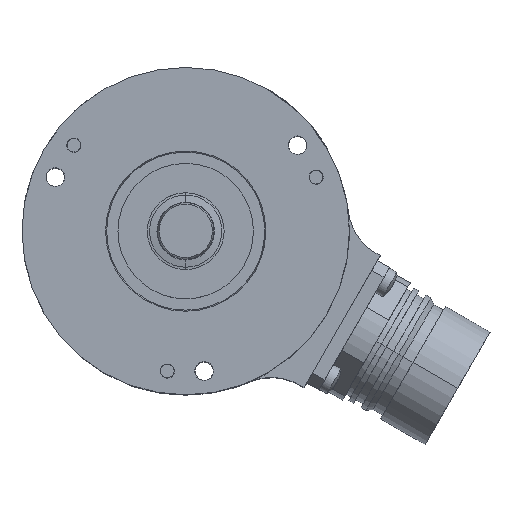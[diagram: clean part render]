
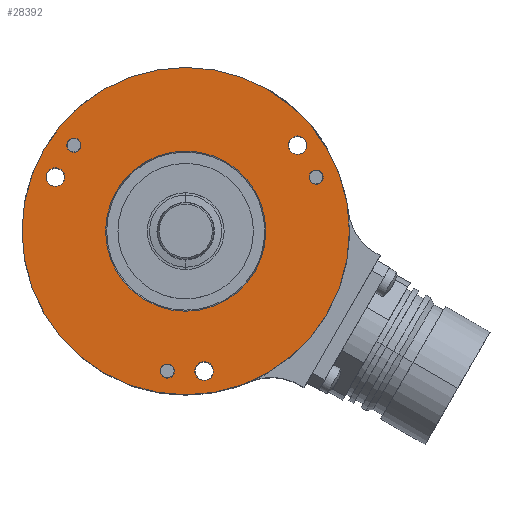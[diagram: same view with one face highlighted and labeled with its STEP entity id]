
A CAD part, top view. The second image highlights one B-rep face of the part: STEP entity #28392.
In plain terms, the highlighted planar face has unit normal (0, 0, 1).
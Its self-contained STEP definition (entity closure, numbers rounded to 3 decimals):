
#5149=CARTESIAN_POINT('',(0.,0.,25.));
#5150=DIRECTION('',(0.,0.,1.));
#5151=DIRECTION('',(1.,0.,0.));
#5152=AXIS2_PLACEMENT_3D('',#5149,#5150,#5151);
#5154=CARTESIAN_POINT('',(0.,0.,25.));
#5155=DIRECTION('',(0.,0.,1.));
#5156=DIRECTION('',(-1.,0.,0.));
#5157=AXIS2_PLACEMENT_3D('',#5154,#5155,#5156);
#5159=CARTESIAN_POINT('',(-19.834,15.219,25.));
#5160=DIRECTION('',(0.,0.,-1.));
#5161=DIRECTION('',(-0.793,0.609,0.));
#5162=AXIS2_PLACEMENT_3D('',#5159,#5160,#5161);
#5164=CARTESIAN_POINT('',(-19.834,15.219,25.));
#5165=DIRECTION('',(0.,0.,-1.));
#5166=DIRECTION('',(0.793,-0.609,0.));
#5167=AXIS2_PLACEMENT_3D('',#5164,#5165,#5166);
#5169=CARTESIAN_POINT('',(-3.263,-24.786,25.));
#5170=DIRECTION('',(0.,0.,-1.));
#5171=DIRECTION('',(-0.131,-0.991,0.));
#5172=AXIS2_PLACEMENT_3D('',#5169,#5170,#5171);
#5174=CARTESIAN_POINT('',(-3.263,-24.786,25.));
#5175=DIRECTION('',(0.,0.,-1.));
#5176=DIRECTION('',(0.131,0.991,0.));
#5177=AXIS2_PLACEMENT_3D('',#5174,#5175,#5176);
#5179=CARTESIAN_POINT('',(23.097,9.567,25.));
#5180=DIRECTION('',(0.,0.,-1.));
#5181=DIRECTION('',(0.924,0.383,0.));
#5182=AXIS2_PLACEMENT_3D('',#5179,#5180,#5181);
#5184=CARTESIAN_POINT('',(23.097,9.567,25.));
#5185=DIRECTION('',(0.,0.,-1.));
#5186=DIRECTION('',(-0.924,-0.383,0.));
#5187=AXIS2_PLACEMENT_3D('',#5184,#5185,#5186);
#5189=CARTESIAN_POINT('',(3.263,-24.786,25.));
#5190=DIRECTION('',(0.,0.,1.));
#5191=DIRECTION('',(0.,-1.,0.));
#5192=AXIS2_PLACEMENT_3D('',#5189,#5190,#5191);
#5194=CARTESIAN_POINT('',(3.263,-24.786,25.));
#5195=DIRECTION('',(0.,0.,1.));
#5196=DIRECTION('',(0.,1.,0.));
#5197=AXIS2_PLACEMENT_3D('',#5194,#5195,#5196);
#5199=CARTESIAN_POINT('',(19.834,15.219,25.));
#5200=DIRECTION('',(0.,0.,1.));
#5201=DIRECTION('',(0.,-1.,0.));
#5202=AXIS2_PLACEMENT_3D('',#5199,#5200,#5201);
#5204=CARTESIAN_POINT('',(19.834,15.219,25.));
#5205=DIRECTION('',(0.,0.,1.));
#5206=DIRECTION('',(0.,1.,0.));
#5207=AXIS2_PLACEMENT_3D('',#5204,#5205,#5206);
#5209=CARTESIAN_POINT('',(-23.097,9.567,25.));
#5210=DIRECTION('',(0.,0.,1.));
#5211=DIRECTION('',(0.,-1.,0.));
#5212=AXIS2_PLACEMENT_3D('',#5209,#5210,#5211);
#5214=CARTESIAN_POINT('',(-23.097,9.567,25.));
#5215=DIRECTION('',(0.,0.,1.));
#5216=DIRECTION('',(0.,1.,0.));
#5217=AXIS2_PLACEMENT_3D('',#5214,#5215,#5216);
#5228=CARTESIAN_POINT('',(0.,0.,25.));
#5229=DIRECTION('',(0.,0.,-1.));
#5230=DIRECTION('',(-1.,0.,0.));
#5231=AXIS2_PLACEMENT_3D('',#5228,#5229,#5230);
#5257=CARTESIAN_POINT('',(0.,0.,25.));
#5258=DIRECTION('',(0.,0.,-1.));
#5259=DIRECTION('',(1.,0.,0.));
#5260=AXIS2_PLACEMENT_3D('',#5257,#5258,#5259);
#21743=CARTESIAN_POINT('',(29.,0.,25.));
#21744=CARTESIAN_POINT('',(-29.,0.,25.));
#21745=VERTEX_POINT('',#21743);
#21746=VERTEX_POINT('',#21744);
#21819=CARTESIAN_POINT('',(-20.826,15.98,25.));
#21820=CARTESIAN_POINT('',(-18.842,14.458,25.));
#21821=VERTEX_POINT('',#21819);
#21822=VERTEX_POINT('',#21820);
#21823=CARTESIAN_POINT('',(-3.426,-26.025,25.));
#21824=CARTESIAN_POINT('',(-3.1,-23.547,25.));
#21825=VERTEX_POINT('',#21823);
#21826=VERTEX_POINT('',#21824);
#21827=CARTESIAN_POINT('',(24.252,10.045,25.));
#21828=CARTESIAN_POINT('',(21.942,9.089,25.));
#21829=VERTEX_POINT('',#21827);
#21830=VERTEX_POINT('',#21828);
#21929=CARTESIAN_POINT('',(14.188,0.,25.));
#21930=CARTESIAN_POINT('',(-14.188,0.,25.));
#21931=VERTEX_POINT('',#21929);
#21932=VERTEX_POINT('',#21930);
#22124=CARTESIAN_POINT('',(3.263,-26.436,25.));
#22125=CARTESIAN_POINT('',(3.263,-23.136,25.));
#22126=VERTEX_POINT('',#22124);
#22127=VERTEX_POINT('',#22125);
#22132=CARTESIAN_POINT('',(19.834,13.569,25.));
#22133=CARTESIAN_POINT('',(19.834,16.869,25.));
#22134=VERTEX_POINT('',#22132);
#22135=VERTEX_POINT('',#22133);
#22140=CARTESIAN_POINT('',(-23.097,7.917,25.));
#22141=CARTESIAN_POINT('',(-23.097,11.217,25.));
#22142=VERTEX_POINT('',#22140);
#22143=VERTEX_POINT('',#22141);
#28341=CARTESIAN_POINT('',(0.,0.,25.));
#28342=DIRECTION('',(0.,0.,1.));
#28343=DIRECTION('',(1.,0.,0.));
#28344=AXIS2_PLACEMENT_3D('',#28341,#28342,#28343);
#28345=PLANE('',#28344);
#28346=ORIENTED_EDGE('',*,*,#28321,.F.);
#28347=ORIENTED_EDGE('',*,*,#28335,.F.);
#28348=EDGE_LOOP('',(#28346,#28347));
#28349=FACE_OUTER_BOUND('',#28348,.F.);
#28351=ORIENTED_EDGE('',*,*,#28350,.F.);
#28353=ORIENTED_EDGE('',*,*,#28352,.F.);
#28354=EDGE_LOOP('',(#28351,#28353));
#28355=FACE_BOUND('',#28354,.F.);
#28357=ORIENTED_EDGE('',*,*,#28356,.F.);
#28359=ORIENTED_EDGE('',*,*,#28358,.F.);
#28360=EDGE_LOOP('',(#28357,#28359));
#28361=FACE_BOUND('',#28360,.F.);
#28363=ORIENTED_EDGE('',*,*,#28362,.F.);
#28365=ORIENTED_EDGE('',*,*,#28364,.F.);
#28366=EDGE_LOOP('',(#28363,#28365));
#28367=FACE_BOUND('',#28366,.F.);
#28369=ORIENTED_EDGE('',*,*,#28368,.F.);
#28371=ORIENTED_EDGE('',*,*,#28370,.F.);
#28372=EDGE_LOOP('',(#28369,#28371));
#28373=FACE_BOUND('',#28372,.F.);
#28375=ORIENTED_EDGE('',*,*,#28374,.T.);
#28377=ORIENTED_EDGE('',*,*,#28376,.T.);
#28378=EDGE_LOOP('',(#28375,#28377));
#28379=FACE_BOUND('',#28378,.F.);
#28381=ORIENTED_EDGE('',*,*,#28380,.T.);
#28383=ORIENTED_EDGE('',*,*,#28382,.T.);
#28384=EDGE_LOOP('',(#28381,#28383));
#28385=FACE_BOUND('',#28384,.F.);
#28387=ORIENTED_EDGE('',*,*,#28386,.T.);
#28389=ORIENTED_EDGE('',*,*,#28388,.T.);
#28390=EDGE_LOOP('',(#28387,#28389));
#28391=FACE_BOUND('',#28390,.F.);
#5153=CIRCLE('',#5152,29.);
#5158=CIRCLE('',#5157,29.);
#5163=CIRCLE('',#5162,1.25);
#5168=CIRCLE('',#5167,1.25);
#5173=CIRCLE('',#5172,1.25);
#5178=CIRCLE('',#5177,1.25);
#5183=CIRCLE('',#5182,1.25);
#5188=CIRCLE('',#5187,1.25);
#5193=CIRCLE('',#5192,1.65);
#5198=CIRCLE('',#5197,1.65);
#5203=CIRCLE('',#5202,1.65);
#5208=CIRCLE('',#5207,1.65);
#5213=CIRCLE('',#5212,1.65);
#5218=CIRCLE('',#5217,1.65);
#5232=CIRCLE('',#5231,14.188);
#5261=CIRCLE('',#5260,14.188);
#28321=EDGE_CURVE('',#21745,#21746,#5153,.T.);
#28335=EDGE_CURVE('',#21746,#21745,#5158,.T.);
#28350=EDGE_CURVE('',#21932,#21931,#5232,.T.);
#28352=EDGE_CURVE('',#21931,#21932,#5261,.T.);
#28356=EDGE_CURVE('',#21821,#21822,#5163,.T.);
#28358=EDGE_CURVE('',#21822,#21821,#5168,.T.);
#28362=EDGE_CURVE('',#21825,#21826,#5173,.T.);
#28364=EDGE_CURVE('',#21826,#21825,#5178,.T.);
#28368=EDGE_CURVE('',#21829,#21830,#5183,.T.);
#28370=EDGE_CURVE('',#21830,#21829,#5188,.T.);
#28374=EDGE_CURVE('',#22126,#22127,#5193,.T.);
#28376=EDGE_CURVE('',#22127,#22126,#5198,.T.);
#28380=EDGE_CURVE('',#22134,#22135,#5203,.T.);
#28382=EDGE_CURVE('',#22135,#22134,#5208,.T.);
#28386=EDGE_CURVE('',#22142,#22143,#5213,.T.);
#28388=EDGE_CURVE('',#22143,#22142,#5218,.T.);
#28392=ADVANCED_FACE('',(#28349,#28355,#28361,#28367,#28373,#28379,#28385,
#28391),#28345,.T.);
